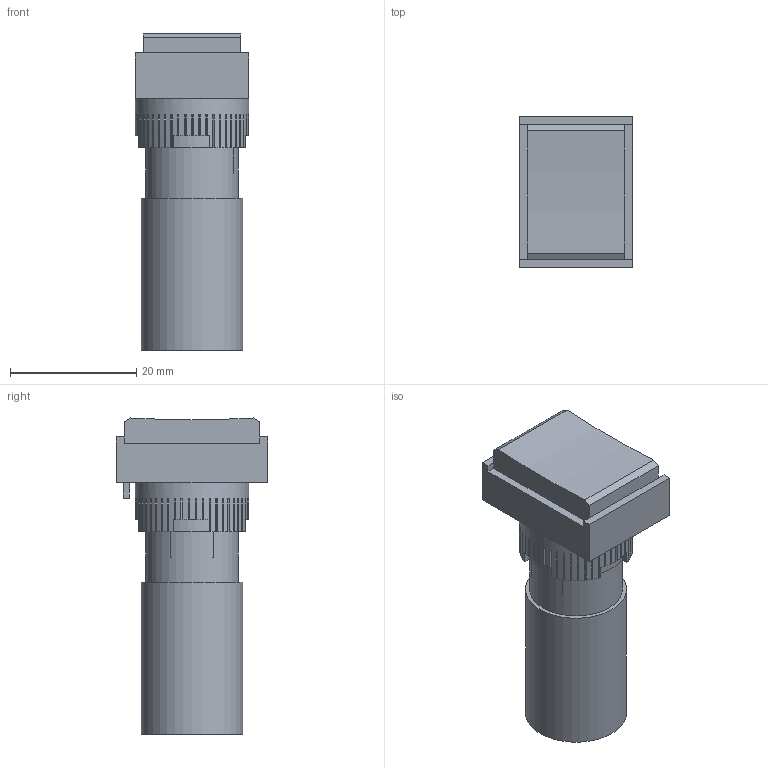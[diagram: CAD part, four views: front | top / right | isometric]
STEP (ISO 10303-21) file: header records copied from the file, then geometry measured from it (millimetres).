
FILE_DESCRIPTION(/* description */ (''),/* implementation_level */ '2;1');
FILE_NAME(/* name */ 'P16xxT11Hxxxxxx.stp',/* time_stamp */ '2025-05-27T15:08:27-05:00',/* author */ ('mroman'),/* organization */ (''),/* preprocessor_version */ 'ST-DEVELOPER v18.1',/* originating_system */ 'Autodesk Inventor 2022',/* authorisation */ '');
FILE_SCHEMA (('AUTOMOTIVE_DESIGN { 1 0 10303 214 3 1 1 }'));
Length unit declared in the file: centimetre
Products named in the file (1): P16xxT11Hxxxxxx
Bounding box: 18 x 24 x 50 mm (x, y, z)
Volume: 7542.8 mm3; surface area: 9433.1 mm2
Topology: 2 solids, 4 shells, 514 faces, 1424 edges, 941 vertices
Faces by surface type: plane 412, bspline 53, cylinder 43, torus 3, cone 2, sphere 1
Full cylindrical faces by diameter (mm): 3.1 x2, 5.7 x2, 8.4 x1, 14.7 x3, 16 x1, 18 x1
Entity records: 16791 total; most frequent: CARTESIAN_POINT 3732, ORIENTED_EDGE 2846, DIRECTION 2471, EDGE_CURVE 1423, LINE 1079, VECTOR 1079, VERTEX_POINT 941, AXIS2_PLACEMENT_3D 696
